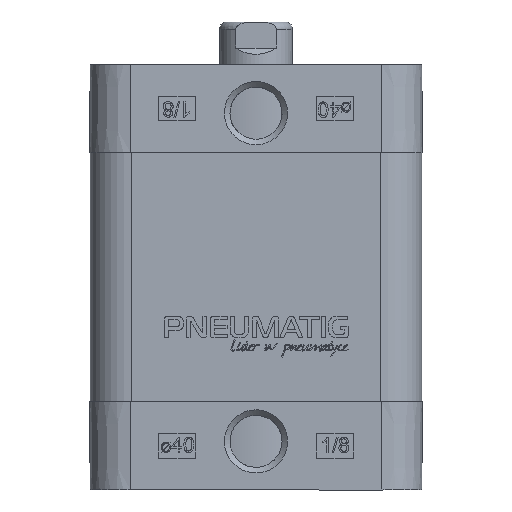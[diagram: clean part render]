
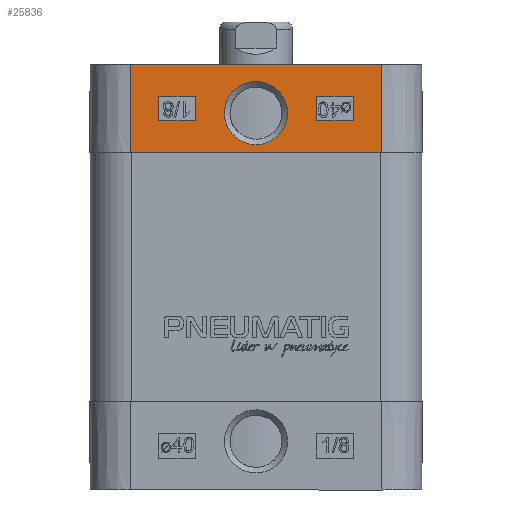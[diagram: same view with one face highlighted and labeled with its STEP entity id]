
A CAD part, left-side view. The second image highlights one B-rep face of the part: STEP entity #25836.
In plain terms, the highlighted planar face has unit normal (-1, 0, 0.009).
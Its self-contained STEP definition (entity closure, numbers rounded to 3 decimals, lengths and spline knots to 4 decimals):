
#1070=PLANE($,#27612);
#1814=LINE($,#35458,#3805);
#1889=LINE($,#35753,#3880);
#2072=LINE($,#36921,#4063);
#2074=LINE($,#36925,#4065);
#2076=LINE($,#36929,#4067);
#2078=LINE($,#36932,#4069);
#2080=LINE($,#36938,#4071);
#2082=LINE($,#36942,#4073);
#2084=LINE($,#36946,#4075);
#2086=LINE($,#36949,#4077);
#2088=LINE($,#37067,#4079);
#2089=LINE($,#37068,#4080);
#3805=VECTOR($,#29677,4.13);
#3880=VECTOR($,#29982,4.13);
#4063=VECTOR($,#30319,0.4);
#4065=VECTOR($,#30323,0.6);
#4067=VECTOR($,#30327,0.4);
#4069=VECTOR($,#30331,0.6);
#4071=VECTOR($,#30337,0.4);
#4073=VECTOR($,#30341,0.6);
#4075=VECTOR($,#30345,0.4);
#4077=VECTOR($,#30349,0.6);
#4079=VECTOR($,#30355,1.4501);
#4080=VECTOR($,#30356,1.4501);
#5500=FACE_BOUND($,#9206,.T.);
#5501=FACE_BOUND($,#9207,.T.);
#5502=FACE_BOUND($,#9208,.T.);
#5759=B_SPLINE_CURVE_WITH_KNOTS($,3,(#37005,#37006,#37007,#37008,#37009,
#37010,#37011,#37012,#37013,#37014,#37015,#37016,#37017,#37018,#37019,#37020,
#37021,#37022,#37023,#37024,#37025,#37026,#37027,#37028,#37029,#37030,#37031,
#37032,#37033,#37034,#37035,#37036,#37037,#37038,#37039,#37040,#37041,#37042,
#37043,#37044,#37045,#37046,#37047,#37048,#37049,#37050,#37051,#37052,#37053,
#37054,#37055,#37056,#37057,#37058,#37059,#37060,#37061,#37062,#37063,#37064,
#37065),.UNSPECIFIED.,.T.,.F.,(4,3,3,3,3,3,3,3,3,3,3,3,3,3,3,3,3,3,3,3,
4),(0.,0.1903,0.2286,0.4161,0.5944,
0.936,1.3093,1.5924,1.636,1.8914,
2.1013,2.1255,2.3349,2.5051,2.8549,
3.2246,3.5178,3.5525,3.8246,4.056,
4.2904),.UNSPECIFIED.);
#7556=FACE_OUTER_BOUND($,#9205,.T.);
#9205=EDGE_LOOP($,(#19664,#19665,#19666,#19667));
#9206=EDGE_LOOP($,(#19668,#19669,#19670,#19671));
#9207=EDGE_LOOP($,(#19672,#19673,#19674,#19675));
#9208=EDGE_LOOP($,(#19676));
#11291=VERTEX_POINT($,#35455);
#11292=VERTEX_POINT($,#35457);
#11396=VERTEX_POINT($,#35750);
#11397=VERTEX_POINT($,#35752);
#11624=VERTEX_POINT($,#36918);
#11625=VERTEX_POINT($,#36920);
#11626=VERTEX_POINT($,#36924);
#11627=VERTEX_POINT($,#36928);
#11628=VERTEX_POINT($,#36935);
#11629=VERTEX_POINT($,#36937);
#11630=VERTEX_POINT($,#36941);
#11631=VERTEX_POINT($,#36945);
#11632=VERTEX_POINT($,#37003);
#14164=EDGE_CURVE($,#11292,#11291,#1814,.T.);
#14293=EDGE_CURVE($,#11397,#11396,#1889,.T.);
#14597=EDGE_CURVE($,#11625,#11624,#2072,.T.);
#14599=EDGE_CURVE($,#11626,#11625,#2074,.T.);
#14601=EDGE_CURVE($,#11627,#11626,#2076,.T.);
#14603=EDGE_CURVE($,#11624,#11627,#2078,.T.);
#14605=EDGE_CURVE($,#11629,#11628,#2080,.T.);
#14607=EDGE_CURVE($,#11630,#11629,#2082,.T.);
#14609=EDGE_CURVE($,#11631,#11630,#2084,.T.);
#14611=EDGE_CURVE($,#11628,#11631,#2086,.T.);
#14613=EDGE_CURVE($,#11632,#11632,#5759,.T.);
#14614=EDGE_CURVE($,#11397,#11291,#2088,.T.);
#14615=EDGE_CURVE($,#11396,#11292,#2089,.T.);
#19664=ORIENTED_EDGE($,*,*,#14164,.T.);
#19665=ORIENTED_EDGE($,*,*,#14614,.F.);
#19666=ORIENTED_EDGE($,*,*,#14293,.T.);
#19667=ORIENTED_EDGE($,*,*,#14615,.T.);
#19668=ORIENTED_EDGE($,*,*,#14597,.T.);
#19669=ORIENTED_EDGE($,*,*,#14603,.T.);
#19670=ORIENTED_EDGE($,*,*,#14601,.T.);
#19671=ORIENTED_EDGE($,*,*,#14599,.T.);
#19672=ORIENTED_EDGE($,*,*,#14605,.T.);
#19673=ORIENTED_EDGE($,*,*,#14611,.T.);
#19674=ORIENTED_EDGE($,*,*,#14609,.T.);
#19675=ORIENTED_EDGE($,*,*,#14607,.T.);
#19676=ORIENTED_EDGE($,*,*,#14613,.F.);
#25836=ADVANCED_FACE($,(#7556,#5500,#5501,#5502),#1070,.T.);
#27612=AXIS2_PLACEMENT_3D($,#37066,#30353,#30354);
#29677=DIRECTION($,(0.,1.,0.));
#29982=DIRECTION($,(0.,-1.,0.));
#30319=DIRECTION($,(-0.009,0.,-1.));
#30323=DIRECTION($,(0.,-1.,0.));
#30327=DIRECTION($,(0.009,0.,1.));
#30331=DIRECTION($,(0.,1.,0.));
#30337=DIRECTION($,(-0.009,0.,-1.));
#30341=DIRECTION($,(0.,-1.,0.));
#30345=DIRECTION($,(0.009,0.,1.));
#30349=DIRECTION($,(0.,1.,0.));
#30353=DIRECTION('center_axis',(-1.,0.,
0.009));
#30354=DIRECTION('ref_axis',(0.009,0.,
1.));
#30355=DIRECTION($,(0.009,0.,1.));
#30356=DIRECTION($,(0.009,0.,1.));
#35455=CARTESIAN_POINT('',(-2.7273,2.065,7.));
#35457=CARTESIAN_POINT('',(-2.7273,-2.065,7.));
#35458=CARTESIAN_POINT($,(-2.7273,-2.065,7.));
#35750=CARTESIAN_POINT('',(-2.74,-2.065,5.55));
#35752=CARTESIAN_POINT('',(-2.74,2.065,5.55));
#35753=CARTESIAN_POINT($,(-2.74,2.065,5.55));
#36918=CARTESIAN_POINT('',(-2.7354,1.,6.075));
#36920=CARTESIAN_POINT('',(-2.7319,1.,6.475));
#36921=CARTESIAN_POINT($,(-2.7319,1.,6.475));
#36924=CARTESIAN_POINT('',(-2.7319,1.6,6.475));
#36925=CARTESIAN_POINT($,(-2.7319,1.6,6.475));
#36928=CARTESIAN_POINT('',(-2.7354,1.6,6.075));
#36929=CARTESIAN_POINT($,(-2.7354,1.6,6.075));
#36932=CARTESIAN_POINT($,(-2.7354,1.,6.075));
#36935=CARTESIAN_POINT('',(-2.7354,-1.6,6.075));
#36937=CARTESIAN_POINT('',(-2.7319,-1.6,6.475));
#36938=CARTESIAN_POINT($,(-2.7319,-1.6,6.475));
#36941=CARTESIAN_POINT('',(-2.7319,-1.,6.475));
#36942=CARTESIAN_POINT($,(-2.7319,-1.,6.475));
#36945=CARTESIAN_POINT('',(-2.7354,-1.,6.075));
#36946=CARTESIAN_POINT($,(-2.7354,-1.,6.075));
#36949=CARTESIAN_POINT($,(-2.7354,-1.6,6.075));
#37003=CARTESIAN_POINT('',(-2.7389,0.,5.6813));
#37005=CARTESIAN_POINT('Ctrl Pts',(-2.7298,-0.0001,
6.719));
#37006=CARTESIAN_POINT('Ctrl Pts',(-2.7298,0.0633,
6.7191));
#37007=CARTESIAN_POINT('Ctrl Pts',(-2.7299,0.1281,
6.7081));
#37008=CARTESIAN_POINT('Ctrl Pts',(-2.7301,0.1895,6.6845));
#37009=CARTESIAN_POINT('Ctrl Pts',(-2.7301,0.2018,
6.6798));
#37010=CARTESIAN_POINT('Ctrl Pts',(-2.7302,0.214,
6.6745));
#37011=CARTESIAN_POINT('Ctrl Pts',(-2.7302,0.2256,
6.669));
#37012=CARTESIAN_POINT('Ctrl Pts',(-2.7305,0.282,6.6421));
#37013=CARTESIAN_POINT('Ctrl Pts',(-2.7308,0.3244,
6.6086));
#37014=CARTESIAN_POINT('Ctrl Pts',(-2.731,0.3533,6.5816));
#37015=CARTESIAN_POINT('Ctrl Pts',(-2.7312,0.3809,6.5558));
#37016=CARTESIAN_POINT('Ctrl Pts',(-2.7314,0.402,
6.5312));
#37017=CARTESIAN_POINT('Ctrl Pts',(-2.7317,0.4224,
6.5025));
#37018=CARTESIAN_POINT('Ctrl Pts',(-2.7322,0.4615,
6.4476));
#37019=CARTESIAN_POINT('Ctrl Pts',(-2.7327,0.491,6.3839));
#37020=CARTESIAN_POINT('Ctrl Pts',(-2.7333,0.5064,6.3165));
#37021=CARTESIAN_POINT('Ctrl Pts',(-2.734,0.5232,
6.2428));
#37022=CARTESIAN_POINT('Ctrl Pts',(-2.7346,0.5238,
6.1631));
#37023=CARTESIAN_POINT('Ctrl Pts',(-2.7353,0.5062,
6.0854));
#37024=CARTESIAN_POINT('Ctrl Pts',(-2.7358,0.4928,
6.0265));
#37025=CARTESIAN_POINT('Ctrl Pts',(-2.7363,0.4716,
5.9697));
#37026=CARTESIAN_POINT('Ctrl Pts',(-2.7369,0.4282,
5.9064));
#37027=CARTESIAN_POINT('Ctrl Pts',(-2.737,0.4214,
5.8967));
#37028=CARTESIAN_POINT('Ctrl Pts',(-2.7371,0.4142,
5.8869));
#37029=CARTESIAN_POINT('Ctrl Pts',(-2.7371,0.4064,5.8771));
#37030=CARTESIAN_POINT('Ctrl Pts',(-2.7376,0.3605,
5.82));
#37031=CARTESIAN_POINT('Ctrl Pts',(-2.7381,0.2946,
5.7669));
#37032=CARTESIAN_POINT('Ctrl Pts',(-2.7384,0.221,5.732));
#37033=CARTESIAN_POINT('Ctrl Pts',(-2.7387,0.1604,
5.7034));
#37034=CARTESIAN_POINT('Ctrl Pts',(-2.7388,0.0933,
5.6853));
#37035=CARTESIAN_POINT('Ctrl Pts',(-2.7388,0.0239,
5.6819));
#37036=CARTESIAN_POINT('Ctrl Pts',(-2.7389,0.0159,
5.6815));
#37037=CARTESIAN_POINT('Ctrl Pts',(-2.7389,0.0078,
5.6813));
#37038=CARTESIAN_POINT('Ctrl Pts',(-2.7389,0.,
5.6813));
#37039=CARTESIAN_POINT('Ctrl Pts',(-2.7389,-0.068,
5.6813));
#37040=CARTESIAN_POINT('Ctrl Pts',(-2.7387,-0.1251,
5.6957));
#37041=CARTESIAN_POINT('Ctrl Pts',(-2.7386,-0.1641,
5.7089));
#37042=CARTESIAN_POINT('Ctrl Pts',(-2.7385,-0.1957,
5.7197));
#37043=CARTESIAN_POINT('Ctrl Pts',(-2.7384,-0.2237,
5.7322));
#37044=CARTESIAN_POINT('Ctrl Pts',(-2.7383,-0.2519,
5.7478));
#37045=CARTESIAN_POINT('Ctrl Pts',(-2.738,-0.3101,
5.78));
#37046=CARTESIAN_POINT('Ctrl Pts',(-2.7376,-0.3633,
5.8232));
#37047=CARTESIAN_POINT('Ctrl Pts',(-2.7371,-0.4065,
5.8771));
#37048=CARTESIAN_POINT('Ctrl Pts',(-2.7366,-0.4522,
5.934));
#37049=CARTESIAN_POINT('Ctrl Pts',(-2.736,-0.4884,
6.0066));
#37050=CARTESIAN_POINT('Ctrl Pts',(-2.7353,-0.5064,
6.0853));
#37051=CARTESIAN_POINT('Ctrl Pts',(-2.7348,-0.5207,
6.1476));
#37052=CARTESIAN_POINT('Ctrl Pts',(-2.7342,-0.5257,
6.2116));
#37053=CARTESIAN_POINT('Ctrl Pts',(-2.7336,-0.5125,
6.2886));
#37054=CARTESIAN_POINT('Ctrl Pts',(-2.7335,-0.511,
6.2977));
#37055=CARTESIAN_POINT('Ctrl Pts',(-2.7334,-0.5091,
6.3069));
#37056=CARTESIAN_POINT('Ctrl Pts',(-2.7333,-0.507,
6.3163));
#37057=CARTESIAN_POINT('Ctrl Pts',(-2.7327,-0.49,
6.3898));
#37058=CARTESIAN_POINT('Ctrl Pts',(-2.732,-0.4515,6.469));
#37059=CARTESIAN_POINT('Ctrl Pts',(-2.7314,-0.3971,
6.5338));
#37060=CARTESIAN_POINT('Ctrl Pts',(-2.7309,-0.3509,
6.5888));
#37061=CARTESIAN_POINT('Ctrl Pts',(-2.7305,-0.2927,
6.636));
#37062=CARTESIAN_POINT('Ctrl Pts',(-2.7302,-0.2252,
6.6685));
#37063=CARTESIAN_POINT('Ctrl Pts',(-2.73,-0.1569,
6.7015));
#37064=CARTESIAN_POINT('Ctrl Pts',(-2.7298,-0.0782,
6.719));
#37065=CARTESIAN_POINT('Ctrl Pts',(-2.7298,-0.0001,
6.719));
#37066=CARTESIAN_POINT('Origin',(-2.74,0.,5.55));
#37067=CARTESIAN_POINT($,(-2.74,2.065,5.55));
#37068=CARTESIAN_POINT($,(-2.74,-2.065,5.55));
